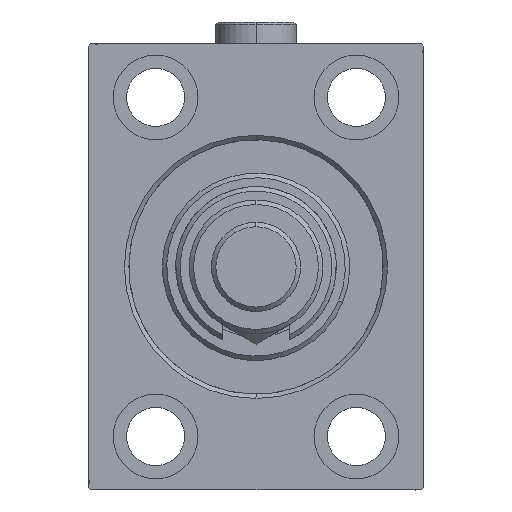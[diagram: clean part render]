
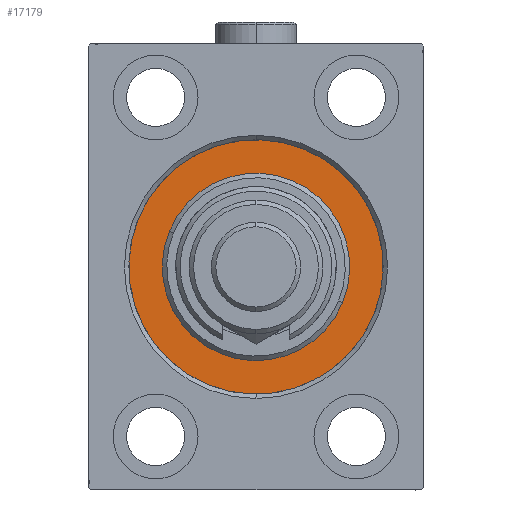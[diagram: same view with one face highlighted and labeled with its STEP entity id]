
A CAD part, left-side view. The second image highlights one B-rep face of the part: STEP entity #17179.
In plain terms, the highlighted face is planar.
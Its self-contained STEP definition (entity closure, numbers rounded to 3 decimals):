
#1524 = DIRECTION ( 'NONE',  ( 1., 0., 0. ) ) ;
#2144 = DIRECTION ( 'NONE',  ( -1., 0., 0. ) ) ;
#2753 = VERTEX_POINT ( 'NONE', #14374 ) ;
#4097 = DIRECTION ( 'NONE',  ( 0., 0., 1. ) ) ;
#4504 = ORIENTED_EDGE ( 'NONE', *, *, #42732, .F. ) ;
#5329 = AXIS2_PLACEMENT_3D ( 'NONE', #19539, #34332, #44276 ) ;
#7742 = FACE_OUTER_BOUND ( 'NONE', #22317, .T. ) ;
#8692 = CARTESIAN_POINT ( 'NONE',  ( 0., 0., -21. ) ) ;
#10146 = CARTESIAN_POINT ( 'NONE',  ( 0., 0., 0. ) ) ;
#11777 = AXIS2_PLACEMENT_3D ( 'NONE', #33223, #17457, #29347 ) ;
#14374 = CARTESIAN_POINT ( 'NONE',  ( 0., 0., -28.5 ) ) ;
#14708 = VERTEX_POINT ( 'NONE', #40641 ) ;
#15766 = CIRCLE ( 'NONE', #35911, 21. ) ;
#16176 = CIRCLE ( 'NONE', #27788, 28.5 ) ;
#17179 = ADVANCED_FACE ( 'NONE', ( #30541, #7742 ), #41199, .F. ) ;
#17457 = DIRECTION ( 'NONE',  ( -1., 0., 0. ) ) ;
#18631 = AXIS2_PLACEMENT_3D ( 'NONE', #22562, #37339, #4097 ) ;
#19539 = CARTESIAN_POINT ( 'NONE',  ( 0., 0., 0. ) ) ;
#20935 = EDGE_CURVE ( 'NONE', #14708, #2753, #29579, .T. ) ;
#21335 = DIRECTION ( 'NONE',  ( 0., 0., 1. ) ) ;
#22317 = EDGE_LOOP ( 'NONE', ( #4504, #30214 ) ) ;
#22562 = CARTESIAN_POINT ( 'NONE',  ( 0., 0., 0. ) ) ;
#25413 = EDGE_CURVE ( 'NONE', #31897, #41386, #15766, .T. ) ;
#27788 = AXIS2_PLACEMENT_3D ( 'NONE', #10146, #2144, #21335 ) ;
#29347 = DIRECTION ( 'NONE',  ( 0., 0., 1. ) ) ;
#29579 = CIRCLE ( 'NONE', #11777, 28.5 ) ;
#30214 = ORIENTED_EDGE ( 'NONE', *, *, #20935, .F. ) ;
#30541 = FACE_BOUND ( 'NONE', #39062, .T. ) ;
#30667 = ORIENTED_EDGE ( 'NONE', *, *, #46276, .F. ) ;
#31897 = VERTEX_POINT ( 'NONE', #8692 ) ;
#33223 = CARTESIAN_POINT ( 'NONE',  ( 0., 0., 0. ) ) ;
#34332 = DIRECTION ( 'NONE',  ( 1., 0., 0. ) ) ;
#34771 = CARTESIAN_POINT ( 'NONE',  ( 0., 0., 0. ) ) ;
#34843 = ORIENTED_EDGE ( 'NONE', *, *, #25413, .F. ) ;
#35911 = AXIS2_PLACEMENT_3D ( 'NONE', #34771, #1524, #45913 ) ;
#37339 = DIRECTION ( 'NONE',  ( -1., 0., 0. ) ) ;
#39062 = EDGE_LOOP ( 'NONE', ( #30667, #34843 ) ) ;
#40641 = CARTESIAN_POINT ( 'NONE',  ( 0., 0., 28.5 ) ) ;
#41199 = PLANE ( 'NONE',  #18631 ) ;
#41386 = VERTEX_POINT ( 'NONE', #46829 ) ;
#42732 = EDGE_CURVE ( 'NONE', #2753, #14708, #16176, .T. ) ;
#44276 = DIRECTION ( 'NONE',  ( 0., 0., -1. ) ) ;
#45606 = CIRCLE ( 'NONE', #5329, 21. ) ;
#45913 = DIRECTION ( 'NONE',  ( 0., 0., -1. ) ) ;
#46276 = EDGE_CURVE ( 'NONE', #41386, #31897, #45606, .T. ) ;
#46829 = CARTESIAN_POINT ( 'NONE',  ( 0., 0., 21. ) ) ;
